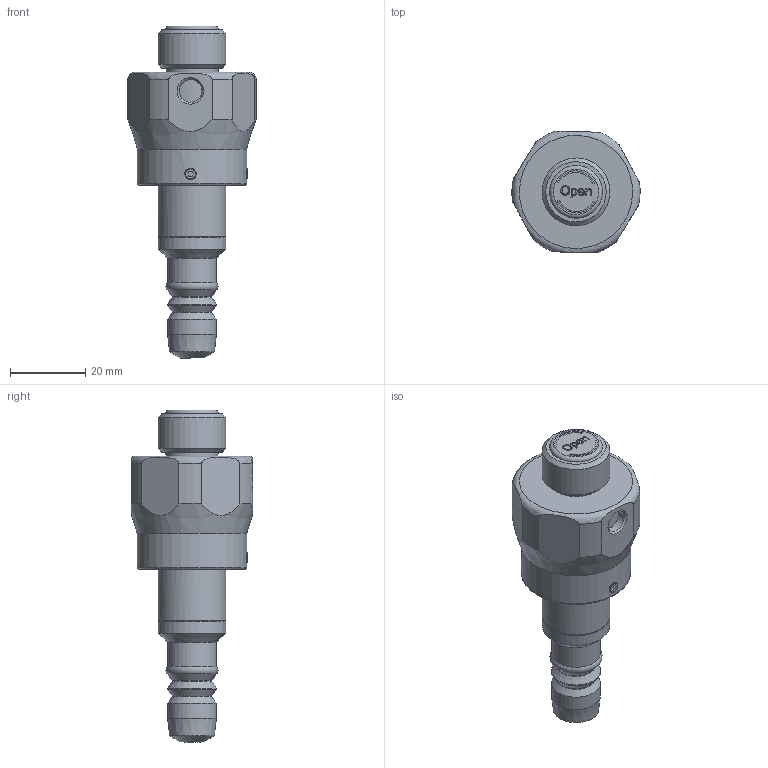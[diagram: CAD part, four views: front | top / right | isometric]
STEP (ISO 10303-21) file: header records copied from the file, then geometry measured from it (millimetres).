
FILE_DESCRIPTION((''),'2;1');
FILE_NAME('855542.stp','2008-08-05T11:42:47',('mbm'),(''),'Autodesk Inventor 2008','Autodesk Inventor 2008','');
FILE_SCHEMA(('AUTOMOTIVE_DESIGN { 1 0 10303 214 1 1 1 1 }'));
Length unit declared in the file: millimetre
Products named in the file (1): Part40
Bounding box: 33.98 x 32.3 x 88 mm (x, y, z)
Volume: 33864.5 mm3; surface area: 7443.6 mm2
Topology: 1 solids, 3 shells, 158 faces, 382 edges, 250 vertices
Faces by surface type: plane 68, bspline 35, cylinder 33, cone 17, torus 5
Full cylindrical faces by diameter (mm): 3 x1, 3.05 x1, 6.05 x1, 13 x2, 13.8 x1, 14 x1, 17.519 x1, 17.9 x1, 18 x2, 23.4 x1, 29 x1
Entity records: 5556 total; most frequent: CARTESIAN_POINT 2103, ORIENTED_EDGE 674, DIRECTION 567, EDGE_CURVE 337, VERTEX_POINT 239, EDGE_LOOP 214, AXIS2_PLACEMENT_3D 205, FACE_OUTER_BOUND 158
